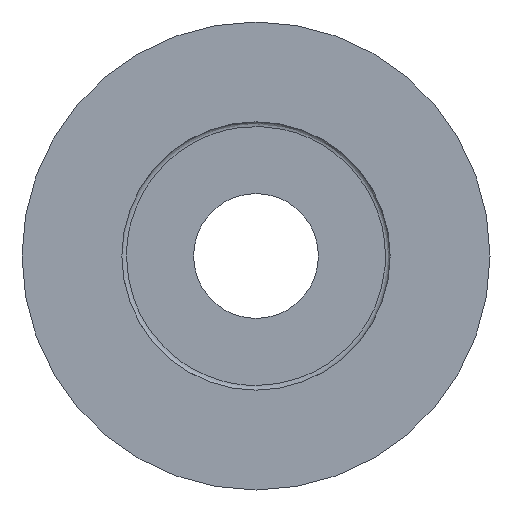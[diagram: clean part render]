
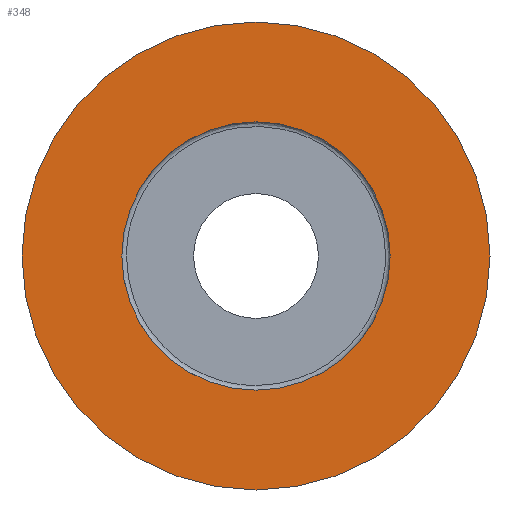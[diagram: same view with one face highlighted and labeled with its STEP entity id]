
A CAD part, left-side view. The second image highlights one B-rep face of the part: STEP entity #348.
In plain terms, the highlighted planar face has unit normal (-1, 0, 0).
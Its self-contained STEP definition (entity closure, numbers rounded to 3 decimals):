
#2 = AXIS2_PLACEMENT_3D ( 'NONE', #689, #163, #50 ) ;
#15 = VERTEX_POINT ( 'NONE', #42 ) ;
#30 = DIRECTION ( 'NONE',  ( -1., 0., 0. ) ) ;
#42 = CARTESIAN_POINT ( 'NONE',  ( 0., 15., 0. ) ) ;
#50 = DIRECTION ( 'NONE',  ( 0., -1., 0. ) ) ;
#78 = ORIENTED_EDGE ( 'NONE', *, *, #669, .T. ) ;
#163 = DIRECTION ( 'NONE',  ( -1., 0., 0. ) ) ;
#200 = DIRECTION ( 'NONE',  ( 1., 0., 0. ) ) ;
#216 = CIRCLE ( 'NONE', #351, 15. ) ;
#238 = CARTESIAN_POINT ( 'NONE',  ( 0., 8.6, 0. ) ) ;
#252 = CARTESIAN_POINT ( 'NONE',  ( 0., 0., 0. ) ) ;
#275 = FACE_BOUND ( 'NONE', #407, .T. ) ;
#280 = DIRECTION ( 'NONE',  ( 0., 1., 0. ) ) ;
#317 = FACE_OUTER_BOUND ( 'NONE', #389, .T. ) ;
#348 = ADVANCED_FACE ( 'NONE', ( #275, #317 ), #619, .T. ) ;
#351 = AXIS2_PLACEMENT_3D ( 'NONE', #474, #30, #280 ) ;
#365 = AXIS2_PLACEMENT_3D ( 'NONE', #252, #200, #414 ) ;
#389 = EDGE_LOOP ( 'NONE', ( #78 ) ) ;
#407 = EDGE_LOOP ( 'NONE', ( #693 ) ) ;
#412 = EDGE_CURVE ( 'NONE', #756, #756, #682, .T. ) ;
#414 = DIRECTION ( 'NONE',  ( 0., 1., 0. ) ) ;
#474 = CARTESIAN_POINT ( 'NONE',  ( 0., 0., 0. ) ) ;
#619 = PLANE ( 'NONE',  #2 ) ;
#669 = EDGE_CURVE ( 'NONE', #15, #15, #216, .T. ) ;
#682 = CIRCLE ( 'NONE', #365, 8.6 ) ;
#689 = CARTESIAN_POINT ( 'NONE',  ( 0., 15., 0. ) ) ;
#693 = ORIENTED_EDGE ( 'NONE', *, *, #412, .T. ) ;
#756 = VERTEX_POINT ( 'NONE', #238 ) ;
